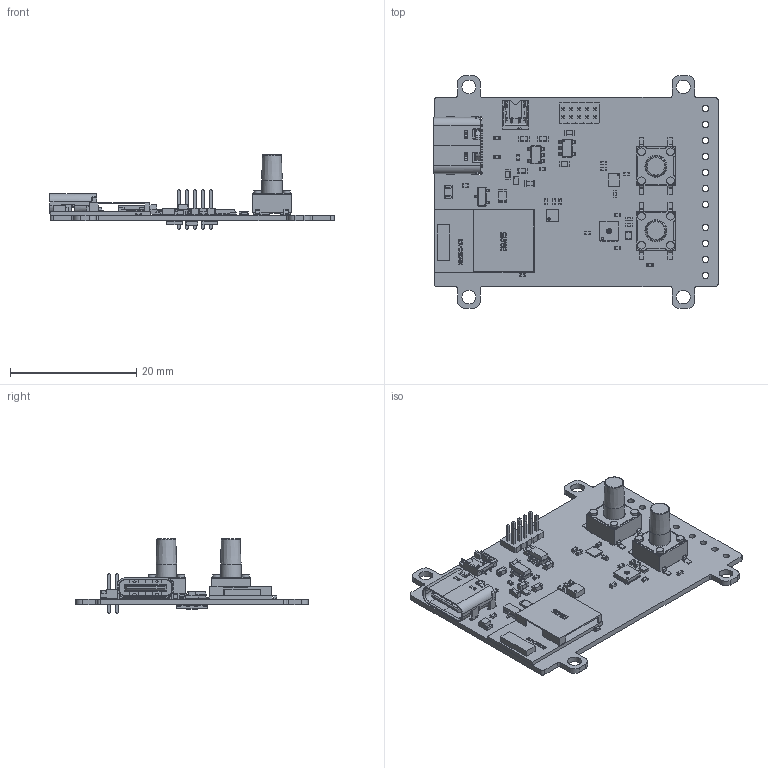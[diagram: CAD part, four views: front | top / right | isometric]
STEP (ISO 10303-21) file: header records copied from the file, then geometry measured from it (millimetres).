
FILE_DESCRIPTION(('KiCad electronic assembly'),'2;1');
FILE_NAME('ZSWatch-Heartrate-DevKit.step','2025-09-07T20:04:06',( 'Pcbnew'),('Kicad'),'Open CASCADE STEP processor 7.6', 'KiCad to STEP converter','Unknown');
FILE_SCHEMA(('AUTOMOTIVE_DESIGN { 1 0 10303 214 1 1 1 1 }'));
Length unit declared in the file: millimetre
Products named in the file (31): ZSWatch-Heartrate-DevKit 1; C_0603_1608Metric; C_0402_1005Metric; R_0805_2012Metric; TPS610994YFFR; USB_C_Receptacle_GCT_USB4105-xx-A_16P_TopMnt_Horizontal; R_0402_1005Metric; PinHeader_2x05_P1.27mm_Vertical; LED_0805_2012Metric; ECS-.327-6-1210-TR; solidBody; solidTop1; solidLead; MAXIM_90-100089; SOT-23; 430182095816; LGA-12_2x2mm_P0.5mm; SOT-23-5; BM15C; BM15; BM15C-V2; L_0603_1608Metric; 781710002; SOLID; COMPOUND; MAX86141ENP+T; Array; Body; VEMD8080; SFH7016; kibot_rgkx_kim_PCB
Assembly tree (55 placements, depth 3):
  ZSWatch-Heartrate-DevKit 1
    C_0603_1608Metric  x6
    C_0402_1005Metric  x11
    R_0805_2012Metric
    TPS610994YFFR
    USB_C_Receptacle_GCT_USB4105-xx-A_16P_TopMnt_Horizontal
    R_0402_1005Metric  x8
    PinHeader_2x05_P1.27mm_Vertical
    LED_0805_2012Metric
    ECS-.327-6-1210-TR
      solidBody
      solidTop1
      solidLead
    MAXIM_90-100089
    SOT-23
    430182095816  x2
    LGA-12_2x2mm_P0.5mm
    SOT-23-5  x2
    BM15C
      BM15
      BM15C-V2
    L_0603_1608Metric
    781710002
      SOLID
      COMPOUND
    MAX86141ENP+T
      Array
      Body
    VEMD8080  x2
    SFH7016
    kibot_rgkx_kim_PCB
Bounding box: 45.05 x 36.9 x 11.8 mm (x, y, z)
Volume: 1910.9 mm3; surface area: 5235.2 mm2
Topology: 165 solids, 165 shells, 3569 faces, 9159 edges, 6005 vertices
Faces by surface type: plane 2822, cylinder 649, bspline 56, sphere 32, cone 8, torus 2
Full cylindrical faces by diameter (mm): 0.231 x1, 0.35 x1, 0.5 x2, 0.65 x12, 1 x11, 1.2 x8, 2.2 x4, 3.25 x2, 3.5 x2
Entity records: 78357 total; most frequent: CARTESIAN_POINT 14943, ORIENTED_EDGE 13076, DIRECTION 12399, EDGE_CURVE 6538, LINE 5739, VECTOR 5739, VERTEX_POINT 4282, AXIS2_PLACEMENT_3D 3330
